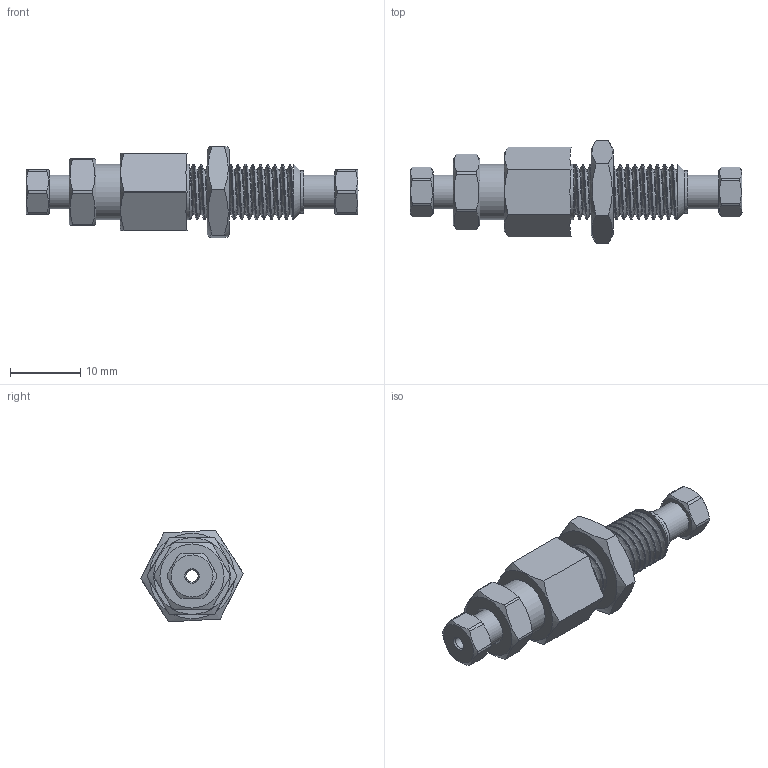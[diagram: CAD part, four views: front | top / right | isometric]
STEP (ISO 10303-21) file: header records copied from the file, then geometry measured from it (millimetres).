
FILE_DESCRIPTION((''),'2;1');
FILE_NAME('305244-ZBUFR1 Filter union bulkhead 1-16.stp','2013-08-21T14:25:45',('Franzp'),(''),'Autodesk Inventor 2013','Autodesk Inventor 2013','');
FILE_SCHEMA(('AUTOMOTIVE_DESIGN { 1 0 10303 214 1 1 1 1 }'));
Length unit declared in the file: millimetre
Products named in the file (3): 3152a44; 315244; 310537
Assembly tree (2 placements, depth 2):
  3152a44
    315244
    310537
Bounding box: 47.37 x 14.64 x 13.07 mm (x, y, z)
Volume: 304.9 mm3; surface area: 3149.7 mm2
Topology: 1 solids, 7 shells, 101 faces, 289 edges, 188 vertices
Faces by surface type: plane 43, cylinder 34, cone 17, bspline 6, torus 1
Full cylindrical faces by diameter (mm): 1.727 x2, 4.826 x2, 6.1 x1, 6.368 x2, 6.782 x1, 7.938 x2
Entity records: 8617 total; most frequent: CARTESIAN_POINT 6153, DIRECTION 474, ORIENTED_EDGE 446, EDGE_CURVE 246, AXIS2_PLACEMENT_3D 207, VERTEX_POINT 173, EDGE_LOOP 142, CIRCLE 107
